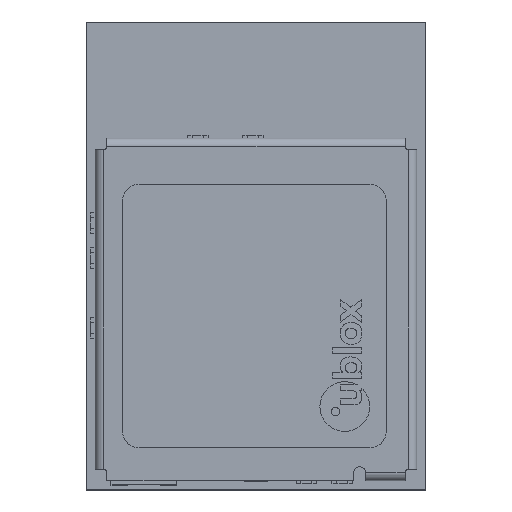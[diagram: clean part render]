
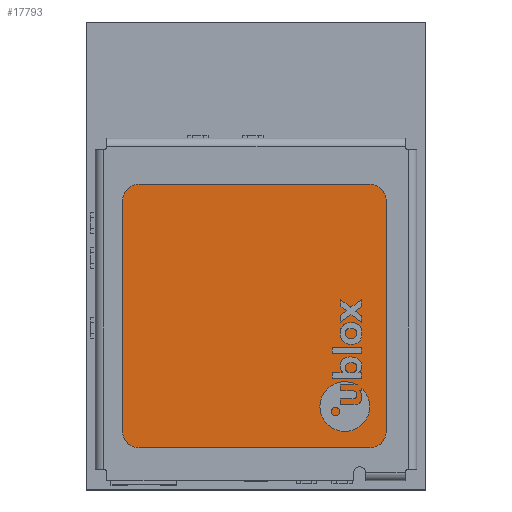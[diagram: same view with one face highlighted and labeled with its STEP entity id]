
A CAD part, top view. The second image highlights one B-rep face of the part: STEP entity #17793.
In plain terms, the highlighted planar face has unit normal (0, 0, 1).
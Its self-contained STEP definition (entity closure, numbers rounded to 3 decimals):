
#17637 = EDGE_CURVE('',#17638,#17640,#17642,.T.);
#17638 = VERTEX_POINT('',#17639);
#17639 = CARTESIAN_POINT('',(4.,-3.5,0.1));
#17640 = VERTEX_POINT('',#17641);
#17641 = CARTESIAN_POINT('',(4.,3.5,0.1));
#17642 = LINE('',#17643,#17644);
#17643 = CARTESIAN_POINT('',(4.,4.,0.1));
#17644 = VECTOR('',#17645,1.);
#17645 = DIRECTION('',(0.,1.,-0.));
#17688 = VERTEX_POINT('',#17689);
#17689 = CARTESIAN_POINT('',(-3.5,4.,0.1));
#17695 = EDGE_CURVE('',#17696,#17688,#17698,.T.);
#17696 = VERTEX_POINT('',#17697);
#17697 = CARTESIAN_POINT('',(3.5,4.,0.1));
#17698 = LINE('',#17699,#17700);
#17699 = CARTESIAN_POINT('',(-4.,4.,0.1));
#17700 = VECTOR('',#17701,1.);
#17701 = DIRECTION('',(-1.,-0.,-0.));
#17728 = VERTEX_POINT('',#17729);
#17729 = CARTESIAN_POINT('',(-4.,-3.5,0.1));
#17735 = EDGE_CURVE('',#17736,#17728,#17738,.T.);
#17736 = VERTEX_POINT('',#17737);
#17737 = CARTESIAN_POINT('',(-4.,3.5,0.1));
#17738 = LINE('',#17739,#17740);
#17739 = CARTESIAN_POINT('',(-4.,4.,0.1));
#17740 = VECTOR('',#17741,1.);
#17741 = DIRECTION('',(0.,-1.,0.));
#17757 = EDGE_CURVE('',#17758,#17760,#17762,.T.);
#17758 = VERTEX_POINT('',#17759);
#17759 = CARTESIAN_POINT('',(-3.5,-4.,0.1));
#17760 = VERTEX_POINT('',#17761);
#17761 = CARTESIAN_POINT('',(3.5,-4.,0.1));
#17762 = LINE('',#17763,#17764);
#17763 = CARTESIAN_POINT('',(-4.,-4.,0.1));
#17764 = VECTOR('',#17765,1.);
#17765 = DIRECTION('',(1.,0.,0.));
#17793 = ADVANCED_FACE('',(#17794),#17828,.T.);
#17794 = FACE_BOUND('',#17795,.T.);
#17795 = EDGE_LOOP('',(#17796,#17797,#17804,#17805,#17812,#17813,#17820,
    #17821));
#17796 = ORIENTED_EDGE('',*,*,#17735,.T.);
#17797 = ORIENTED_EDGE('',*,*,#17798,.T.);
#17798 = EDGE_CURVE('',#17728,#17758,#17799,.T.);
#17799 = CIRCLE('',#17800,0.5);
#17800 = AXIS2_PLACEMENT_3D('',#17801,#17802,#17803);
#17801 = CARTESIAN_POINT('',(-3.5,-3.5,0.1));
#17802 = DIRECTION('',(-0.,0.,1.));
#17803 = DIRECTION('',(1.,0.,0.));
#17804 = ORIENTED_EDGE('',*,*,#17757,.T.);
#17805 = ORIENTED_EDGE('',*,*,#17806,.T.);
#17806 = EDGE_CURVE('',#17760,#17638,#17807,.T.);
#17807 = CIRCLE('',#17808,0.5);
#17808 = AXIS2_PLACEMENT_3D('',#17809,#17810,#17811);
#17809 = CARTESIAN_POINT('',(3.5,-3.5,0.1));
#17810 = DIRECTION('',(-0.,0.,1.));
#17811 = DIRECTION('',(1.,0.,0.));
#17812 = ORIENTED_EDGE('',*,*,#17637,.T.);
#17813 = ORIENTED_EDGE('',*,*,#17814,.T.);
#17814 = EDGE_CURVE('',#17640,#17696,#17815,.T.);
#17815 = CIRCLE('',#17816,0.5);
#17816 = AXIS2_PLACEMENT_3D('',#17817,#17818,#17819);
#17817 = CARTESIAN_POINT('',(3.5,3.5,0.1));
#17818 = DIRECTION('',(-0.,0.,1.));
#17819 = DIRECTION('',(1.,0.,0.));
#17820 = ORIENTED_EDGE('',*,*,#17695,.T.);
#17821 = ORIENTED_EDGE('',*,*,#17822,.T.);
#17822 = EDGE_CURVE('',#17688,#17736,#17823,.T.);
#17823 = CIRCLE('',#17824,0.5);
#17824 = AXIS2_PLACEMENT_3D('',#17825,#17826,#17827);
#17825 = CARTESIAN_POINT('',(-3.5,3.5,0.1));
#17826 = DIRECTION('',(-0.,0.,1.));
#17827 = DIRECTION('',(1.,0.,0.));
#17828 = PLANE('',#17829);
#17829 = AXIS2_PLACEMENT_3D('',#17830,#17831,#17832);
#17830 = CARTESIAN_POINT('',(0.,0.,0.1));
#17831 = DIRECTION('',(-0.,0.,1.));
#17832 = DIRECTION('',(1.,0.,0.));
